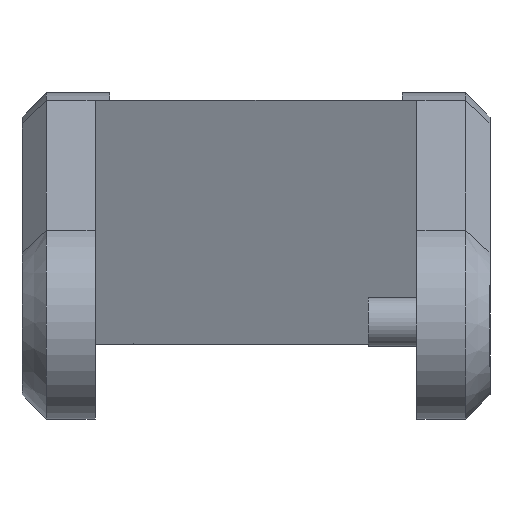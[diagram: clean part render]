
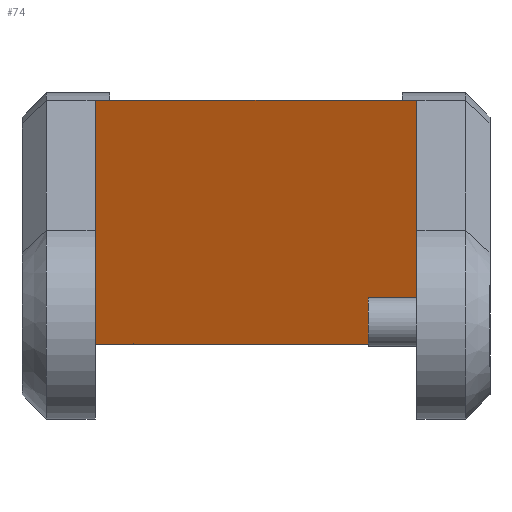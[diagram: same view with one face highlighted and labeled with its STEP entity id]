
A CAD part, left-side view. The second image highlights one B-rep face of the part: STEP entity #74.
In plain terms, the highlighted planar face has unit normal (-0.94, 0, -0.342).
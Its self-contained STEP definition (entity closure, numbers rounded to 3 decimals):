
#37 = LINE ( 'NONE', #45, #1350 ) ;
#39 = CARTESIAN_POINT ( 'NONE',  ( 18.199, -3., -50. ) ) ;
#45 = CARTESIAN_POINT ( 'NONE',  ( 0., 60., 0. ) ) ;
#72 = LINE ( 'NONE', #587, #676 ) ;
#74 = ADVANCED_FACE ( 'NONE', ( #746 ), #963, .F. ) ;
#78 = ORIENTED_EDGE ( 'NONE', *, *, #367, .F. ) ;
#104 = CARTESIAN_POINT ( 'NONE',  ( 18.199, 60., -50. ) ) ;
#113 = ORIENTED_EDGE ( 'NONE', *, *, #274, .T. ) ;
#127 = CARTESIAN_POINT ( 'NONE',  ( 0., -18., 0. ) ) ;
#168 = CARTESIAN_POINT ( 'NONE',  ( 0., -2.752, 0. ) ) ;
#174 = EDGE_CURVE ( 'NONE', #267, #853, #686, .T. ) ;
#189 = ORIENTED_EDGE ( 'NONE', *, *, #904, .T. ) ;
#197 = AXIS2_PLACEMENT_3D ( 'NONE', #648, #521, #530 ) ;
#204 = VECTOR ( 'NONE', #563, 1000. ) ;
#220 = DIRECTION ( 'NONE',  ( 0., 1., 0. ) ) ;
#267 = VERTEX_POINT ( 'NONE', #39 ) ;
#268 = LINE ( 'NONE', #127, #204 ) ;
#274 = EDGE_CURVE ( 'NONE', #1105, #687, #709, .T. ) ;
#309 = VERTEX_POINT ( 'NONE', #603 ) ;
#327 = CARTESIAN_POINT ( 'NONE',  ( 18.199, 5., -50. ) ) ;
#333 = CARTESIAN_POINT ( 'NONE',  ( 0., 60., 0. ) ) ;
#342 = CARTESIAN_POINT ( 'NONE',  ( 18.199, 55., -50. ) ) ;
#343 = DIRECTION ( 'NONE',  ( -0.342, 0., 0.94 ) ) ;
#357 = DIRECTION ( 'NONE',  ( -0.342, 0., 0.94 ) ) ;
#366 = DIRECTION ( 'NONE',  ( 0., -1., 0. ) ) ;
#367 = EDGE_CURVE ( 'NONE', #1105, #309, #37, .T. ) ;
#371 = ORIENTED_EDGE ( 'NONE', *, *, #628, .F. ) ;
#465 = EDGE_LOOP ( 'NONE', ( #702, #790, #78, #113, #371, #189, #1320, #793 ) ) ;
#521 = DIRECTION ( 'NONE',  ( 0.94, 0., 0.342 ) ) ;
#530 = DIRECTION ( 'NONE',  ( 0.342, 0., -0.94 ) ) ;
#563 = DIRECTION ( 'NONE',  ( 0., 1., 0. ) ) ;
#587 = CARTESIAN_POINT ( 'NONE',  ( 18.199, 60., -50. ) ) ;
#603 = CARTESIAN_POINT ( 'NONE',  ( 0., 0., 0. ) ) ;
#628 = EDGE_CURVE ( 'NONE', #1313, #687, #785, .T. ) ;
#648 = CARTESIAN_POINT ( 'NONE',  ( 0., 60., 0. ) ) ;
#676 = VECTOR ( 'NONE', #366, 1000. ) ;
#679 = VERTEX_POINT ( 'NONE', #957 ) ;
#686 = LINE ( 'NONE', #1101, #1210 ) ;
#687 = VERTEX_POINT ( 'NONE', #1257 ) ;
#702 = ORIENTED_EDGE ( 'NONE', *, *, #844, .T. ) ;
#709 = LINE ( 'NONE', #168, #716 ) ;
#714 = DIRECTION ( 'NONE',  ( 0., 1., 0. ) ) ;
#716 = VECTOR ( 'NONE', #714, 1000. ) ;
#746 = FACE_OUTER_BOUND ( 'NONE', #465, .T. ) ;
#749 = LINE ( 'NONE', #104, #1094 ) ;
#785 = LINE ( 'NONE', #1322, #1269 ) ;
#790 = ORIENTED_EDGE ( 'NONE', *, *, #1389, .T. ) ;
#793 = ORIENTED_EDGE ( 'NONE', *, *, #174, .F. ) ;
#803 = CARTESIAN_POINT ( 'NONE',  ( 18.199, 63., -50. ) ) ;
#840 = VECTOR ( 'NONE', #343, 1000. ) ;
#844 = EDGE_CURVE ( 'NONE', #267, #679, #1318, .T. ) ;
#853 = VERTEX_POINT ( 'NONE', #327 ) ;
#881 = DIRECTION ( 'NONE',  ( 0., -1., 0. ) ) ;
#904 = EDGE_CURVE ( 'NONE', #1313, #1392, #749, .T. ) ;
#928 = DIRECTION ( 'NONE',  ( 0., -1., 0. ) ) ;
#957 = CARTESIAN_POINT ( 'NONE',  ( 0., -3., 0. ) ) ;
#963 = PLANE ( 'NONE',  #197 ) ;
#1094 = VECTOR ( 'NONE', #881, 1000. ) ;
#1101 = CARTESIAN_POINT ( 'NONE',  ( 18.199, -18., -50. ) ) ;
#1105 = VERTEX_POINT ( 'NONE', #333 ) ;
#1210 = VECTOR ( 'NONE', #220, 1000. ) ;
#1257 = CARTESIAN_POINT ( 'NONE',  ( 0., 63., 0. ) ) ;
#1269 = VECTOR ( 'NONE', #357, 1000. ) ;
#1274 = EDGE_CURVE ( 'NONE', #1392, #853, #72, .T. ) ;
#1299 = CARTESIAN_POINT ( 'NONE',  ( 0., -3., 0. ) ) ;
#1313 = VERTEX_POINT ( 'NONE', #803 ) ;
#1318 = LINE ( 'NONE', #1299, #840 ) ;
#1320 = ORIENTED_EDGE ( 'NONE', *, *, #1274, .T. ) ;
#1322 = CARTESIAN_POINT ( 'NONE',  ( 18.199, 63., -50. ) ) ;
#1350 = VECTOR ( 'NONE', #928, 1000. ) ;
#1389 = EDGE_CURVE ( 'NONE', #679, #309, #268, .T. ) ;
#1392 = VERTEX_POINT ( 'NONE', #342 ) ;
